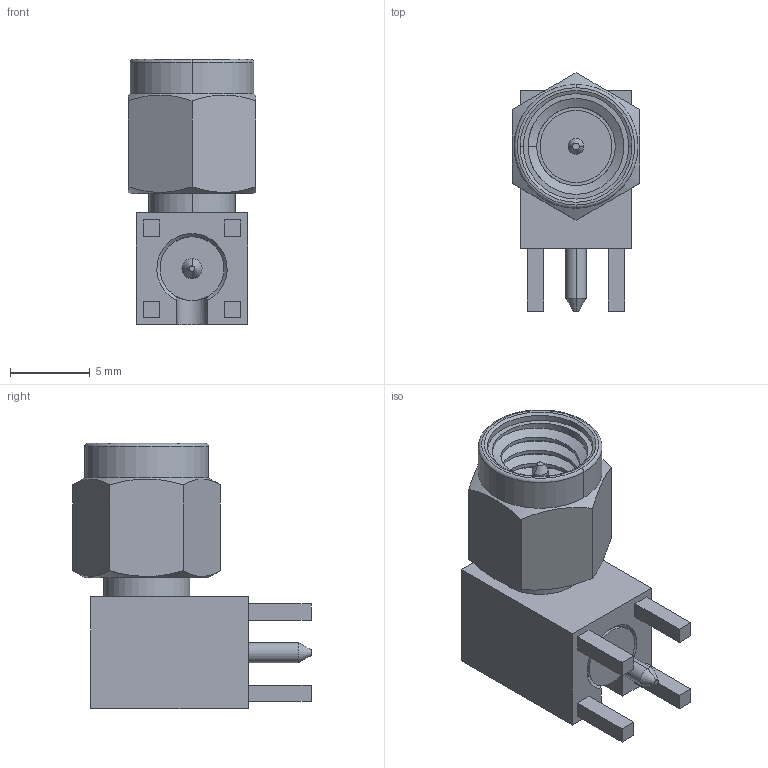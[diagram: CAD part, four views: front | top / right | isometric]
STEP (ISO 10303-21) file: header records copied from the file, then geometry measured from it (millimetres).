
FILE_DESCRIPTION (( 'STEP AP214' ), '1' );
FILE_NAME ('901-9894-RFX.STEP', '2019-01-07T06:53:00', ( '' ), ( '' ), 'SwSTEP 2.0', 'SolidWorks 2017', '' );
FILE_SCHEMA (( 'AUTOMOTIVE_DESIGN' ));
Length unit declared in the file: millimetre
Products named in the file (1): 901-9894-RFX
Bounding box: 8 x 14.92 x 16.6 mm (x, y, z)
Volume: 852.3 mm3; surface area: 1158.2 mm2
Topology: 5 solids, 5 shells, 93 faces, 210 edges, 136 vertices
Faces by surface type: plane 49, cylinder 28, cone 11, bspline 3, torus 2
Entity records: 3330 total; most frequent: CARTESIAN_POINT 1226, ORIENTED_EDGE 420, DIRECTION 407, EDGE_CURVE 210, AXIS2_PLACEMENT_3D 146, VERTEX_POINT 136, LINE 115, VECTOR 115
